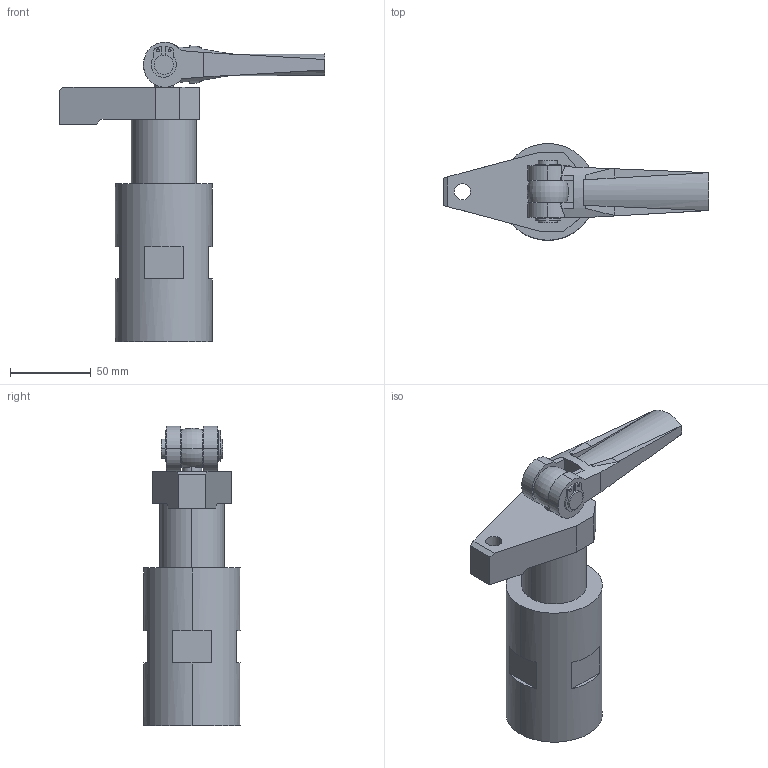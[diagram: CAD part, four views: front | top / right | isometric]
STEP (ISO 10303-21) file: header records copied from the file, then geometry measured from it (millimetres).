
FILE_DESCRIPTION(('STEP AP214'),'1');
FILE_NAME(' ',' ',('TraceParts'),('TraceParts S.A.'),'XStep 1.0',' ',' ');
FILE_SCHEMA(('automotive_design'));
Length unit declared in the file: millimetre
Products named in the file (3): 1; 2; 3
Bounding box: 165 x 60 x 186 mm (x, y, z)
Volume: 431045.5 mm3; surface area: 84767.1 mm2
Topology: 3 solids, 3 shells, 156 faces, 405 edges, 265 vertices
Faces by surface type: plane 83, cylinder 65, cone 6, torus 2
Entity records: 9608 total; most frequent: CARTESIAN_POINT 944, DIRECTION 888, STYLED_ITEM 829, PRESENTATION_STYLE_ASSIGNMENT 829, COLOUR_RGB 829, ORIENTED_EDGE 810, EDGE_CURVE 405, CURVE_STYLE 405
